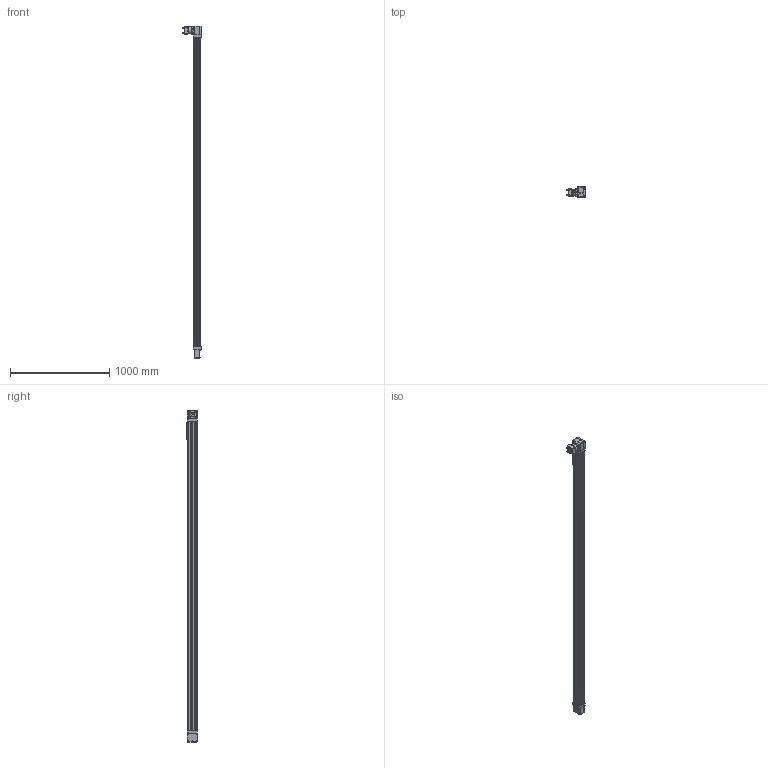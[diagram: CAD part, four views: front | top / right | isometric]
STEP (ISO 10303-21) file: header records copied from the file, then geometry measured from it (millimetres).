
FILE_DESCRIPTION (( 'STEP AP203' ), '1' );
FILE_NAME ('B3W15_BWS30_SK115.000_B3W-489482-1.step', '2025-05-29T16:53:01', ( '' ), ( '' ), 'SwSTEP 2.0', 'SolidWorks 2024', '' );
FILE_SCHEMA (( 'CONFIG_CONTROL_DESIGN' ));
Length unit declared in the file: inch
Products named in the file (4): Base_B3W15_BWS30_SK115.000_B3W-489482-1; B3W15_BWS30_SK115.000_B3W-489482-1; tempJoin2_45109054_B3W15_BWS30_SK115.000_B3W-489482-1; 34159070_B3W15_BWS30_SK115.000_B3W-489482-1
Assembly tree (3 placements, depth 2):
  B3W15_BWS30_SK115.000_B3W-489482-1
    34159070_B3W15_BWS30_SK115.000_B3W-489482-1
    tempJoin2_45109054_B3W15_BWS30_SK115.000_B3W-489482-1
    Base_B3W15_BWS30_SK115.000_B3W-489482-1
Bounding box: 190.55 x 104.32 x 3341.5 mm (x, y, z)
Volume: 20148655.1 mm3; surface area: 1896416 mm2
Topology: 7 solids, 27 shells, 1734 faces, 4247 edges, 2704 vertices
Faces by surface type: plane 1132, cylinder 357, cone 105, bspline 66, torus 38, sphere 36
Full cylindrical faces by diameter (mm): 2.997 x6, 3.3 x6, 3.454 x1, 3.797 x8, 4 x1, 4.2 x8, 4.201 x4, 4.318 x1, 4.5 x2, 4.826 x4, 5 x20, 5.001 x4, 5.105 x4, 5.232 x8, 5.334 x4, 5.69 x4, 5.74 x4, 6.388 x2, 7 x1, 7.112 x4, 7.937 x2, 7.938 x2, 8.5 x22, 8.89 x4, 9.5 x8, 9.525 x1, 9.53 x16, 10 x8, 11.1 x8, 12.675 x1
Entity records: 53318 total; most frequent: CARTESIAN_POINT 13908, DIRECTION 8044, ORIENTED_EDGE 7592, EDGE_CURVE 3796, AXIS2_PLACEMENT_3D 2787, VERTEX_POINT 2563, LINE 2470, VECTOR 2470
